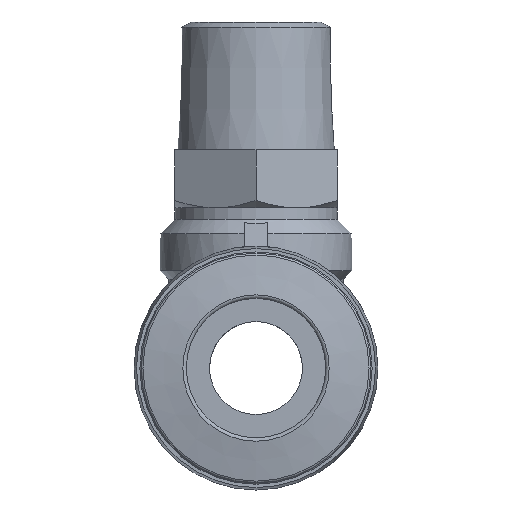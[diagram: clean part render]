
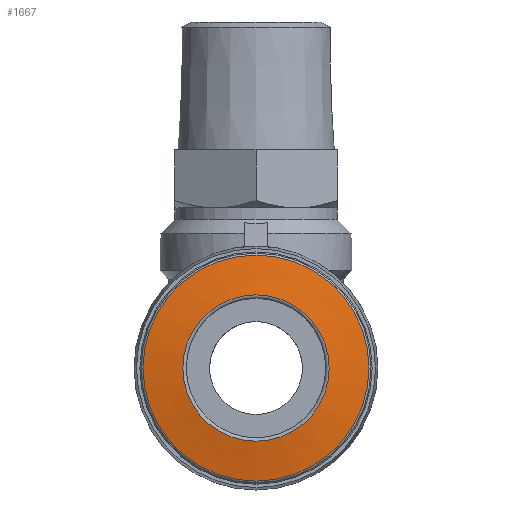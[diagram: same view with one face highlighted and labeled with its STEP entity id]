
A CAD part, left-side view. The second image highlights one B-rep face of the part: STEP entity #1667.
In plain terms, the highlighted conical face has half-angle 80 degrees and reference radius 6.3 mm.
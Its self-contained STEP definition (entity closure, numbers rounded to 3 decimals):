
#61=CONICAL_SURFACE('',#1779,6.3,1.396);
#271=ORIENTED_EDGE('',*,*,#555,.F.);
#272=ORIENTED_EDGE('',*,*,#556,.T.);
#555=EDGE_CURVE('',#689,#689,#767,.T.);
#556=EDGE_CURVE('',#690,#690,#768,.T.);
#689=VERTEX_POINT('',#2481);
#690=VERTEX_POINT('',#2483);
#767=CIRCLE('',#1780,9.735);
#768=CIRCLE('',#1781,6.3);
#834=EDGE_LOOP('',(#271));
#835=EDGE_LOOP('',(#272));
#960=FACE_BOUND('',#834,.T.);
#961=FACE_BOUND('',#835,.T.);
#1667=ADVANCED_FACE('',(#960,#961),#61,.T.);
#1779=AXIS2_PLACEMENT_3D('',#2479,#1986,#1987);
#1780=AXIS2_PLACEMENT_3D('',#2480,#1988,#1989);
#1781=AXIS2_PLACEMENT_3D('',#2482,#1990,#1991);
#1986=DIRECTION('',(1.,0.,0.));
#1987=DIRECTION('',(0.,0.,-1.));
#1988=DIRECTION('',(1.,0.,0.));
#1989=DIRECTION('',(0.,0.,-1.));
#1990=DIRECTION('',(1.,0.,0.));
#1991=DIRECTION('',(0.,0.,-1.));
#2479=CARTESIAN_POINT('',(-28.95,0.,0.));
#2480=CARTESIAN_POINT('',(-28.344,0.,0.));
#2481=CARTESIAN_POINT('',(-28.344,0.,-9.735));
#2482=CARTESIAN_POINT('',(-28.95,0.,0.));
#2483=CARTESIAN_POINT('',(-28.95,0.,-6.3));
